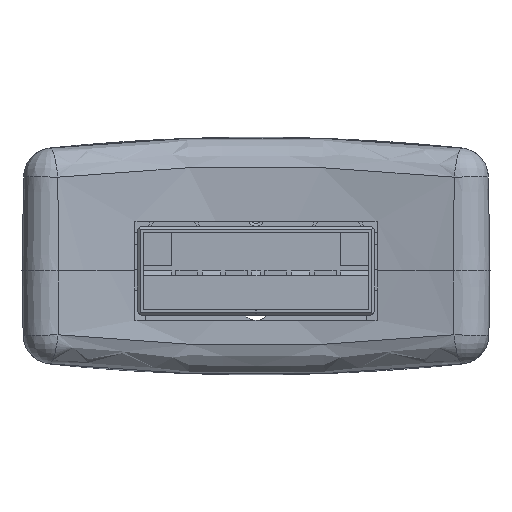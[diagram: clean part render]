
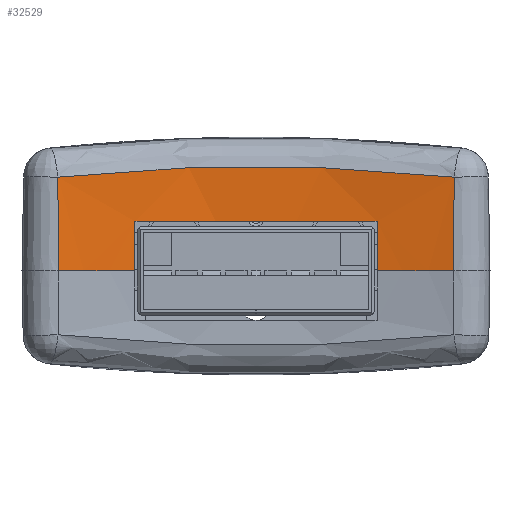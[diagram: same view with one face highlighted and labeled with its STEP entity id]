
A CAD part, left-side view. The second image highlights one B-rep face of the part: STEP entity #32529.
In plain terms, the highlighted conical face has half-angle 1 degrees and reference radius 45 mm.
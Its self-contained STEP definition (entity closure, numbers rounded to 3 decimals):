
#2163=CIRCLE('',#35802,45.);
#2168=CIRCLE('',#35808,45.);
#2182=CIRCLE('',#36003,45.044);
#2334=CONICAL_SURFACE('',#36002,45.,0.017);
#5525=LINE('',#57804,#8560);
#5526=LINE('',#57823,#8561);
#8560=VECTOR('',#44119,1000.);
#8561=VECTOR('',#44124,1000.);
#17245=ORIENTED_EDGE('',*,*,#22390,.F.);
#17246=ORIENTED_EDGE('',*,*,#22391,.F.);
#17247=ORIENTED_EDGE('',*,*,#22392,.F.);
#17248=ORIENTED_EDGE('',*,*,#21953,.F.);
#17249=ORIENTED_EDGE('',*,*,#22389,.F.);
#17250=ORIENTED_EDGE('',*,*,#22393,.T.);
#17251=ORIENTED_EDGE('',*,*,#22394,.T.);
#17252=ORIENTED_EDGE('',*,*,#21966,.F.);
#21953=EDGE_CURVE('',#25240,#25241,#2163,.T.);
#21966=EDGE_CURVE('',#25250,#25251,#2168,.T.);
#22389=EDGE_CURVE('',#25516,#25240,#5525,.T.);
#22390=EDGE_CURVE('',#25517,#25250,#26216,.T.);
#22391=EDGE_CURVE('',#25518,#25517,#2182,.T.);
#22392=EDGE_CURVE('',#25241,#25518,#26217,.T.);
#22393=EDGE_CURVE('',#25516,#25519,#26218,.T.);
#22394=EDGE_CURVE('',#25519,#25251,#5526,.T.);
#25240=VERTEX_POINT('',#56089);
#25241=VERTEX_POINT('',#56091);
#25250=VERTEX_POINT('',#56113);
#25251=VERTEX_POINT('',#56115);
#25516=VERTEX_POINT('',#57803);
#25517=VERTEX_POINT('',#57810);
#25518=VERTEX_POINT('',#57812);
#25519=VERTEX_POINT('',#57822);
#26216=B_SPLINE_CURVE_WITH_KNOTS('',3,(#57806,#57807,#57808,#57809),
 .UNSPECIFIED.,.F.,.F.,(4,4),(0.012,0.014),
 .UNSPECIFIED.);
#26217=B_SPLINE_CURVE_WITH_KNOTS('',3,(#57813,#57814,#57815,#57816),
 .UNSPECIFIED.,.F.,.F.,(4,4),(0.01,0.013),
 .UNSPECIFIED.);
#26218=B_SPLINE_CURVE_WITH_KNOTS('',3,(#57817,#57818,#57819,#57820,#57821),
 .UNSPECIFIED.,.F.,.F.,(4,1,4),(0.,0.01,0.02),
 .UNSPECIFIED.);
#28168=EDGE_LOOP('',(#17245,#17246,#17247,#17248,#17249,#17250,#17251,#17252));
#30220=FACE_BOUND('',#28168,.T.);
#32529=ADVANCED_FACE('',(#30220),#2334,.F.);
#35802=AXIS2_PLACEMENT_3D('',#56090,#43563,#43564);
#35808=AXIS2_PLACEMENT_3D('',#56114,#43583,#43584);
#36002=AXIS2_PLACEMENT_3D('',#57805,#44120,#44121);
#36003=AXIS2_PLACEMENT_3D('',#57811,#44122,#44123);
#43563=DIRECTION('',(0.,0.,-1.));
#43564=DIRECTION('',(-1.,0.,0.));
#43583=DIRECTION('',(0.,0.,-1.));
#43584=DIRECTION('',(-1.,0.,0.));
#44119=DIRECTION('',(-0.017,-0.004,1.));
#44120=DIRECTION('',(0.,0.,-1.));
#44121=DIRECTION('',(1.,0.,0.));
#44122=DIRECTION('',(0.,0.,-1.));
#44123=DIRECTION('',(0.,1.,0.));
#44124=DIRECTION('',(-0.017,0.004,1.));
#56089=CARTESIAN_POINT('',(-27.393,9.992,0.));
#56090=CARTESIAN_POINT('',(-71.269,0.,0.));
#56091=CARTESIAN_POINT('',(-26.687,6.115,0.));
#56113=CARTESIAN_POINT('',(-26.687,-6.115,0.));
#56114=CARTESIAN_POINT('',(-71.269,0.,0.));
#56115=CARTESIAN_POINT('',(-27.393,-9.992,0.));
#57803=CARTESIAN_POINT('',(-27.312,10.01,-4.732));
#57804=CARTESIAN_POINT('',(-27.393,9.992,0.));
#57805=CARTESIAN_POINT('',(-71.269,0.,0.));
#57806=CARTESIAN_POINT('',(-26.643,-6.115,-2.5));
#57807=CARTESIAN_POINT('',(-26.657,-6.115,-1.667));
#57808=CARTESIAN_POINT('',(-26.672,-6.115,-0.833));
#57809=CARTESIAN_POINT('',(-26.687,-6.115,0.));
#57810=CARTESIAN_POINT('',(-26.643,-6.115,-2.5));
#57811=CARTESIAN_POINT('',(-71.269,0.,-2.5));
#57812=CARTESIAN_POINT('',(-26.643,6.115,-2.5));
#57813=CARTESIAN_POINT('',(-26.687,6.115,0.));
#57814=CARTESIAN_POINT('',(-26.672,6.115,-0.833));
#57815=CARTESIAN_POINT('',(-26.657,6.115,-1.667));
#57816=CARTESIAN_POINT('',(-26.643,6.115,-2.5));
#57817=CARTESIAN_POINT('',(-27.312,10.01,-4.732));
#57818=CARTESIAN_POINT('',(-26.556,6.719,-5.091));
#57819=CARTESIAN_POINT('',(-25.798,-0.074,-5.462));
#57820=CARTESIAN_POINT('',(-26.556,-6.719,-5.091));
#57821=CARTESIAN_POINT('',(-27.312,-10.01,-4.732));
#57822=CARTESIAN_POINT('',(-27.312,-10.01,-4.732));
#57823=CARTESIAN_POINT('',(-27.393,-9.992,0.));
